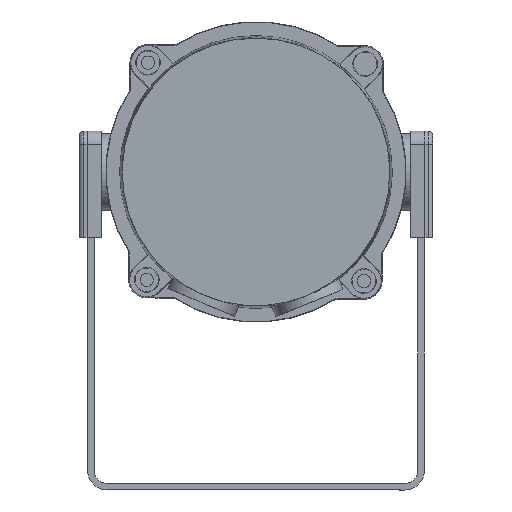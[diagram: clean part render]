
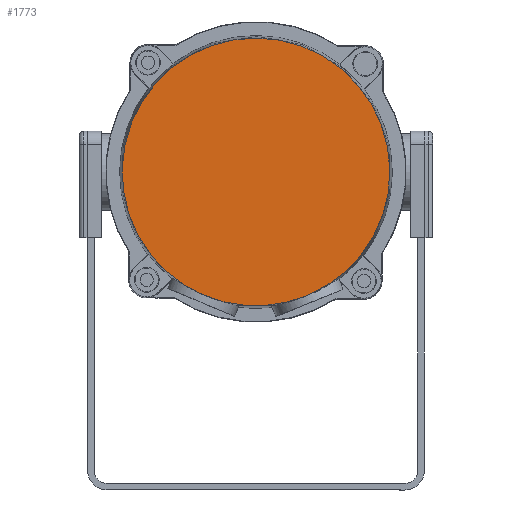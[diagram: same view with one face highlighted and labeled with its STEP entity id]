
A CAD part, left-side view. The second image highlights one B-rep face of the part: STEP entity #1773.
In plain terms, the highlighted planar face has unit normal (-1, 0, 0).
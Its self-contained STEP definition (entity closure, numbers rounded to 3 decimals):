
#315 = CARTESIAN_POINT ( 'NONE',  ( -38., 0., 0. ) ) ;
#537 = EDGE_CURVE ( 'NONE', #2548, #665, #4033, .T. ) ;
#665 = VERTEX_POINT ( 'NONE', #5405 ) ;
#721 = PLANE ( 'NONE',  #3947 ) ;
#763 = ORIENTED_EDGE ( 'NONE', *, *, #1382, .F. ) ;
#996 = DIRECTION ( 'NONE',  ( 0., 0., -1. ) ) ;
#1357 = AXIS2_PLACEMENT_3D ( 'NONE', #5363, #5302, #996 ) ;
#1382 = EDGE_CURVE ( 'NONE', #665, #2548, #1453, .T. ) ;
#1453 = CIRCLE ( 'NONE', #1357, 61. ) ;
#1773 = ADVANCED_FACE ( 'NONE', ( #3814 ), #721, .T. ) ;
#1939 = DIRECTION ( 'NONE',  ( 0., 0., -1. ) ) ;
#2548 = VERTEX_POINT ( 'NONE', #3771 ) ;
#3015 = AXIS2_PLACEMENT_3D ( 'NONE', #5450, #3242, #1939 ) ;
#3242 = DIRECTION ( 'NONE',  ( 1., 0., 0. ) ) ;
#3771 = CARTESIAN_POINT ( 'NONE',  ( -38., -23.344, -56.357 ) ) ;
#3814 = FACE_OUTER_BOUND ( 'NONE', #3948, .T. ) ;
#3947 = AXIS2_PLACEMENT_3D ( 'NONE', #315, #5605, #4220 ) ;
#3948 = EDGE_LOOP ( 'NONE', ( #763, #3949 ) ) ;
#3949 = ORIENTED_EDGE ( 'NONE', *, *, #537, .F. ) ;
#4033 = CIRCLE ( 'NONE', #3015, 61. ) ;
#4220 = DIRECTION ( 'NONE',  ( 0., 0., 1. ) ) ;
#5302 = DIRECTION ( 'NONE',  ( 1., 0., 0. ) ) ;
#5363 = CARTESIAN_POINT ( 'NONE',  ( -38., 0., 0. ) ) ;
#5405 = CARTESIAN_POINT ( 'NONE',  ( -38., 23.344, -56.357 ) ) ;
#5450 = CARTESIAN_POINT ( 'NONE',  ( -38., 0., 0. ) ) ;
#5605 = DIRECTION ( 'NONE',  ( -1., 0., 0. ) ) ;
